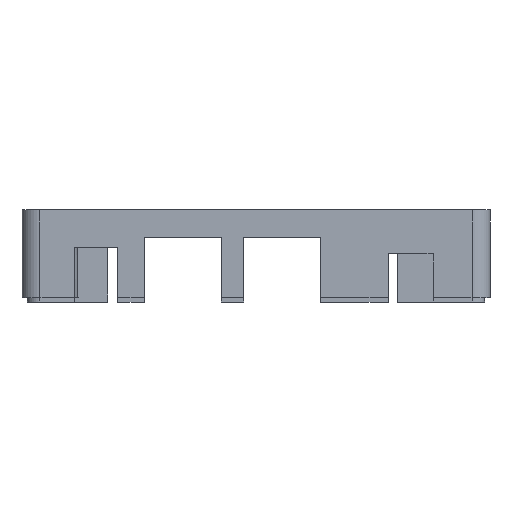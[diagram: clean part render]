
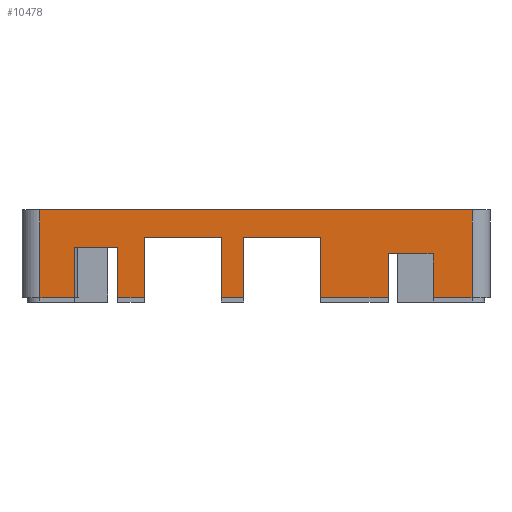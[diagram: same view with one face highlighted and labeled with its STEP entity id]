
A CAD part, left-side view. The second image highlights one B-rep face of the part: STEP entity #10478.
In plain terms, the highlighted planar face has unit normal (-1, 0, 0).
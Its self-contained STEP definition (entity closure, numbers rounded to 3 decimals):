
#119=PLANE('',#11100);
#646=FACE_OUTER_BOUND('',#1206,.T.);
#1206=EDGE_LOOP('',(#7608,#7609,#7610,#7611,#7612,#7613,#7614,#7615,#7616,
#7617,#7618,#7619,#7620,#7621,#7622,#7623,#7624,#7625,#7626,#7627));
#1824=LINE('',#14777,#3303);
#1934=LINE('',#15013,#3413);
#1935=LINE('',#15017,#3414);
#1936=LINE('',#15019,#3415);
#1937=LINE('',#15021,#3416);
#1938=LINE('',#15023,#3417);
#1939=LINE('',#15025,#3418);
#1940=LINE('',#15027,#3419);
#1941=LINE('',#15029,#3420);
#1942=LINE('',#15031,#3421);
#1943=LINE('',#15033,#3422);
#1944=LINE('',#15035,#3423);
#1945=LINE('',#15037,#3424);
#1946=LINE('',#15039,#3425);
#1947=LINE('',#15041,#3426);
#1948=LINE('',#15043,#3427);
#1949=LINE('',#15045,#3428);
#1950=LINE('',#15047,#3429);
#1951=LINE('',#15049,#3430);
#1952=LINE('',#15050,#3431);
#3303=VECTOR('',#11913,10.);
#3413=VECTOR('',#12065,10.);
#3414=VECTOR('',#12070,10.);
#3415=VECTOR('',#12071,10.);
#3416=VECTOR('',#12072,10.);
#3417=VECTOR('',#12073,10.);
#3418=VECTOR('',#12074,10.);
#3419=VECTOR('',#12075,10.);
#3420=VECTOR('',#12076,10.);
#3421=VECTOR('',#12077,10.);
#3422=VECTOR('',#12078,10.);
#3423=VECTOR('',#12079,10.);
#3424=VECTOR('',#12080,10.);
#3425=VECTOR('',#12081,10.);
#3426=VECTOR('',#12082,10.);
#3427=VECTOR('',#12083,10.);
#3428=VECTOR('',#12084,10.);
#3429=VECTOR('',#12085,10.);
#3430=VECTOR('',#12086,10.);
#3431=VECTOR('',#12087,10.);
#4889=VERTEX_POINT('',#14774);
#4890=VERTEX_POINT('',#14776);
#4995=VERTEX_POINT('',#15012);
#4996=VERTEX_POINT('',#15016);
#4997=VERTEX_POINT('',#15018);
#4998=VERTEX_POINT('',#15020);
#4999=VERTEX_POINT('',#15022);
#5000=VERTEX_POINT('',#15024);
#5001=VERTEX_POINT('',#15026);
#5002=VERTEX_POINT('',#15028);
#5003=VERTEX_POINT('',#15030);
#5004=VERTEX_POINT('',#15032);
#5005=VERTEX_POINT('',#15034);
#5006=VERTEX_POINT('',#15036);
#5007=VERTEX_POINT('',#15038);
#5008=VERTEX_POINT('',#15040);
#5009=VERTEX_POINT('',#15042);
#5010=VERTEX_POINT('',#15044);
#5011=VERTEX_POINT('',#15046);
#5012=VERTEX_POINT('',#15048);
#5803=EDGE_CURVE('',#4889,#4890,#1824,.T.);
#5926=EDGE_CURVE('',#4890,#4995,#1934,.T.);
#5928=EDGE_CURVE('',#4996,#4889,#1935,.T.);
#5929=EDGE_CURVE('',#4997,#4996,#1936,.T.);
#5930=EDGE_CURVE('',#4997,#4998,#1937,.T.);
#5931=EDGE_CURVE('',#4998,#4999,#1938,.T.);
#5932=EDGE_CURVE('',#4999,#5000,#1939,.T.);
#5933=EDGE_CURVE('',#5001,#5000,#1940,.T.);
#5934=EDGE_CURVE('',#5001,#5002,#1941,.T.);
#5935=EDGE_CURVE('',#5002,#5003,#1942,.T.);
#5936=EDGE_CURVE('',#5003,#5004,#1943,.T.);
#5937=EDGE_CURVE('',#5005,#5004,#1944,.T.);
#5938=EDGE_CURVE('',#5005,#5006,#1945,.T.);
#5939=EDGE_CURVE('',#5006,#5007,#1946,.T.);
#5940=EDGE_CURVE('',#5007,#5008,#1947,.T.);
#5941=EDGE_CURVE('',#5009,#5008,#1948,.T.);
#5942=EDGE_CURVE('',#5009,#5010,#1949,.T.);
#5943=EDGE_CURVE('',#5010,#5011,#1950,.T.);
#5944=EDGE_CURVE('',#5011,#5012,#1951,.T.);
#5945=EDGE_CURVE('',#4995,#5012,#1952,.T.);
#7608=ORIENTED_EDGE('',*,*,#5926,.F.);
#7609=ORIENTED_EDGE('',*,*,#5803,.F.);
#7610=ORIENTED_EDGE('',*,*,#5928,.F.);
#7611=ORIENTED_EDGE('',*,*,#5929,.F.);
#7612=ORIENTED_EDGE('',*,*,#5930,.T.);
#7613=ORIENTED_EDGE('',*,*,#5931,.T.);
#7614=ORIENTED_EDGE('',*,*,#5932,.T.);
#7615=ORIENTED_EDGE('',*,*,#5933,.F.);
#7616=ORIENTED_EDGE('',*,*,#5934,.T.);
#7617=ORIENTED_EDGE('',*,*,#5935,.T.);
#7618=ORIENTED_EDGE('',*,*,#5936,.T.);
#7619=ORIENTED_EDGE('',*,*,#5937,.F.);
#7620=ORIENTED_EDGE('',*,*,#5938,.T.);
#7621=ORIENTED_EDGE('',*,*,#5939,.T.);
#7622=ORIENTED_EDGE('',*,*,#5940,.T.);
#7623=ORIENTED_EDGE('',*,*,#5941,.F.);
#7624=ORIENTED_EDGE('',*,*,#5942,.T.);
#7625=ORIENTED_EDGE('',*,*,#5943,.T.);
#7626=ORIENTED_EDGE('',*,*,#5944,.T.);
#7627=ORIENTED_EDGE('',*,*,#5945,.F.);
#10478=ADVANCED_FACE('',(#646),#119,.T.);
#11100=AXIS2_PLACEMENT_3D('',#15015,#12068,#12069);
#11913=DIRECTION('',(0.,-1.,0.));
#12065=DIRECTION('',(0.,0.,-1.));
#12068=DIRECTION('center_axis',(-1.,0.,0.));
#12069=DIRECTION('ref_axis',(0.,1.,0.));
#12070=DIRECTION('',(0.,0.,1.));
#12071=DIRECTION('',(0.,1.,0.));
#12072=DIRECTION('',(0.,0.,1.));
#12073=DIRECTION('',(0.,-1.,0.));
#12074=DIRECTION('',(0.,0.,-1.));
#12075=DIRECTION('',(0.,1.,0.));
#12076=DIRECTION('',(0.,0.,1.));
#12077=DIRECTION('',(0.,-1.,0.));
#12078=DIRECTION('',(0.,0.,-1.));
#12079=DIRECTION('',(0.,1.,0.));
#12080=DIRECTION('',(0.,0.,1.));
#12081=DIRECTION('',(0.,-1.,0.));
#12082=DIRECTION('',(0.,0.,-1.));
#12083=DIRECTION('',(0.,1.,0.));
#12084=DIRECTION('',(0.,0.,1.));
#12085=DIRECTION('',(0.,-1.,0.));
#12086=DIRECTION('',(0.,0.,-1.));
#12087=DIRECTION('',(0.,1.,0.));
#14774=CARTESIAN_POINT('',(-3.067,-1.433,24.611));
#14776=CARTESIAN_POINT('',(-3.067,-97.57,24.611));
#14777=CARTESIAN_POINT('',(-3.067,2.567,24.611));
#15012=CARTESIAN_POINT('',(-3.067,-97.57,5.099));
#15013=CARTESIAN_POINT('',(-3.067,-97.57,17.905));
#15015=CARTESIAN_POINT('Origin',(-3.067,-97.57,19.711));
#15016=CARTESIAN_POINT('',(-3.067,-1.433,5.099));
#15017=CARTESIAN_POINT('',(-3.067,-1.433,18.905));
#15018=CARTESIAN_POINT('',(-3.067,-9.09,5.099));
#15019=CARTESIAN_POINT('',(-3.067,-1.433,5.099));
#15020=CARTESIAN_POINT('',(-3.067,-9.09,16.33));
#15021=CARTESIAN_POINT('',(-3.067,-9.09,12.405));
#15022=CARTESIAN_POINT('',(-3.067,-18.69,16.33));
#15023=CARTESIAN_POINT('',(-3.067,-53.33,16.33));
#15024=CARTESIAN_POINT('',(-3.067,-18.69,5.099));
#15025=CARTESIAN_POINT('',(-3.067,-18.69,18.021));
#15026=CARTESIAN_POINT('',(-3.067,-24.685,5.099));
#15027=CARTESIAN_POINT('',(-3.067,-1.433,5.099));
#15028=CARTESIAN_POINT('',(-3.067,-24.685,18.521));
#15029=CARTESIAN_POINT('',(-3.067,-24.685,12.405));
#15030=CARTESIAN_POINT('',(-3.067,-41.795,18.521));
#15031=CARTESIAN_POINT('',(-3.067,-61.127,18.521));
#15032=CARTESIAN_POINT('',(-3.067,-41.795,5.099));
#15033=CARTESIAN_POINT('',(-3.067,-41.795,19.116));
#15034=CARTESIAN_POINT('',(-3.067,-46.758,5.099));
#15035=CARTESIAN_POINT('',(-3.067,-1.433,5.099));
#15036=CARTESIAN_POINT('',(-3.067,-46.758,18.521));
#15037=CARTESIAN_POINT('',(-3.067,-46.758,12.405));
#15038=CARTESIAN_POINT('',(-3.067,-63.868,18.521));
#15039=CARTESIAN_POINT('',(-3.067,-72.164,18.521));
#15040=CARTESIAN_POINT('',(-3.067,-63.868,5.099));
#15041=CARTESIAN_POINT('',(-3.067,-63.868,19.116));
#15042=CARTESIAN_POINT('',(-3.067,-78.911,5.099));
#15043=CARTESIAN_POINT('',(-3.067,-1.433,5.099));
#15044=CARTESIAN_POINT('',(-3.067,-78.911,14.83));
#15045=CARTESIAN_POINT('',(-3.067,-78.911,12.405));
#15046=CARTESIAN_POINT('',(-3.067,-88.912,14.83));
#15047=CARTESIAN_POINT('',(-3.067,-88.24,14.83));
#15048=CARTESIAN_POINT('',(-3.067,-88.912,5.099));
#15049=CARTESIAN_POINT('',(-3.067,-88.912,17.27));
#15050=CARTESIAN_POINT('',(-3.067,-1.433,5.099));
